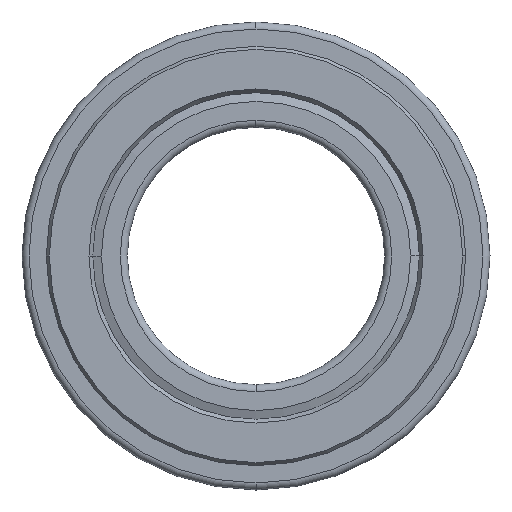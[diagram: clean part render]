
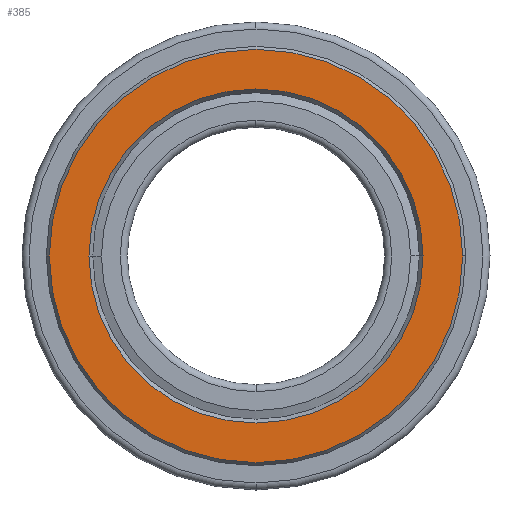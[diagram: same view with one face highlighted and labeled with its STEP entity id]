
A CAD part, left-side view. The second image highlights one B-rep face of the part: STEP entity #385.
In plain terms, the highlighted planar face has unit normal (-1, 0, 0).
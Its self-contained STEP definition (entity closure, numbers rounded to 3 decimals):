
#385=ADVANCED_FACE('',(#1091,#1092),#1093,.T.);
#1091=FACE_OUTER_BOUND('',#1826,.T.);
#1092=FACE_BOUND('',#1827,.T.);
#1093=PLANE('',#1828);
#1826=EDGE_LOOP('',(#4330,#4331));
#1827=EDGE_LOOP('',(#4332,#4333));
#1828=AXIS2_PLACEMENT_3D('',#4334,#4335,#4336);
#4330=ORIENTED_EDGE('',*,*,#5266,.F.);
#4331=ORIENTED_EDGE('',*,*,#5296,.F.);
#4332=ORIENTED_EDGE('',*,*,#5295,.T.);
#4333=ORIENTED_EDGE('',*,*,#5269,.T.);
#4334=CARTESIAN_POINT('',(0.,39.92,0.0));
#4335=DIRECTION('',(-1.0,0.0,0.0));
#4336=DIRECTION('',(0.0,-1.0,0.0));
#5266=EDGE_CURVE('',#6637,#6639,#6640,.T.);
#5269=EDGE_CURVE('',#6645,#6642,#6646,.T.);
#5295=EDGE_CURVE('',#6642,#6645,#6685,.T.);
#5296=EDGE_CURVE('',#6639,#6637,#6686,.T.);
#6637=VERTEX_POINT('',#13006);
#6639=VERTEX_POINT('',#13009);
#6640=CIRCLE('',#13010,44.155);
#6642=VERTEX_POINT('',#13013);
#6645=VERTEX_POINT('',#13017);
#6646=CIRCLE('',#13018,35.685);
#6685=CIRCLE('',#13068,35.685);
#6686=CIRCLE('',#13069,44.155);
#13006=CARTESIAN_POINT('',(0.,44.155,0.0));
#13009=CARTESIAN_POINT('',(0.,-44.155,0.));
#13010=AXIS2_PLACEMENT_3D('',#14685,#14686,#14687);
#13013=CARTESIAN_POINT('',(0.,35.685,0.0));
#13017=CARTESIAN_POINT('',(0.,-35.685,0.));
#13018=AXIS2_PLACEMENT_3D('',#14690,#14691,#14692);
#13068=AXIS2_PLACEMENT_3D('',#14746,#14747,#14748);
#13069=AXIS2_PLACEMENT_3D('',#14749,#14750,#14751);
#14685=CARTESIAN_POINT('',(0.,0.0,0.0));
#14686=DIRECTION('',(1.0,0.0,0.0));
#14687=DIRECTION('',(0.0,1.0,0.0));
#14690=CARTESIAN_POINT('',(0.,0.0,0.0));
#14691=DIRECTION('',(1.0,0.0,0.0));
#14692=DIRECTION('',(0.0,1.0,0.0));
#14746=CARTESIAN_POINT('',(0.,0.0,0.0));
#14747=DIRECTION('',(1.0,0.0,0.0));
#14748=DIRECTION('',(0.0,1.0,0.0));
#14749=CARTESIAN_POINT('',(0.,0.0,0.0));
#14750=DIRECTION('',(1.0,0.0,0.0));
#14751=DIRECTION('',(0.0,1.0,0.0));
